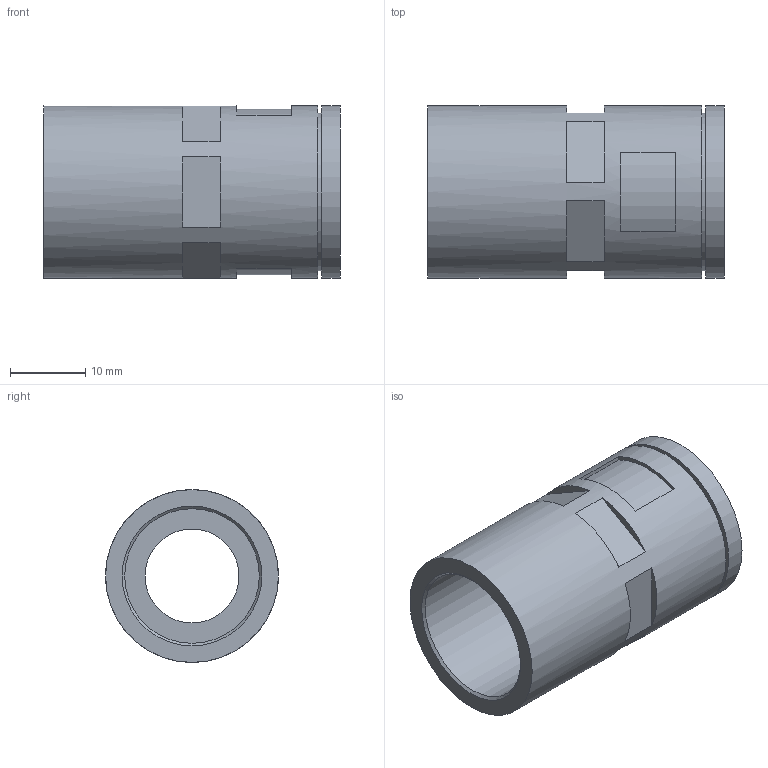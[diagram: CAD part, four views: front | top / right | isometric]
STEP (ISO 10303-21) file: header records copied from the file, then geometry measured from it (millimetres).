
FILE_DESCRIPTION( ( 'STEP AP203' ), '1' );
FILE_NAME( 'FLEXA RQG2-P 5020.081.211.stp', '2020-03-27T11:03:11', ( 'License CC BY-ND 4.0' ), ( 'CADENAS' ), ' ', 'PARTsolutions', ' ' );
FILE_SCHEMA( ( 'CONFIG_CONTROL_DESIGN' ) );
Length unit declared in the file: millimetre
Products named in the file (1): _FLEXA RQG2-P 5020.081.211
Bounding box: 39.5 x 23 x 23 mm (x, y, z)
Volume: 7704.1 mm3; surface area: 5703.6 mm2
Topology: 1 solids, 1 shells, 41 faces, 84 edges, 56 vertices
Faces by surface type: plane 32, cylinder 8, cone 1
Full cylindrical faces by diameter (mm): 12.5 x1, 15.8 x1, 17.93 x1, 21 x1, 23 x2
Entity records: 1072 total; most frequent: DIRECTION 190, CARTESIAN_POINT 168, ORIENTED_EDGE 146, AXIS2_PLACEMENT_3D 75, EDGE_CURVE 73, EDGE_LOOP 62, VERTEX_POINT 53, FACE_OUTER_BOUND 47
